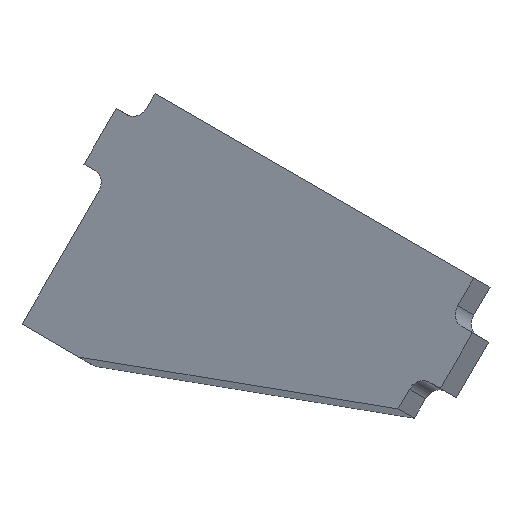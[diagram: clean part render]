
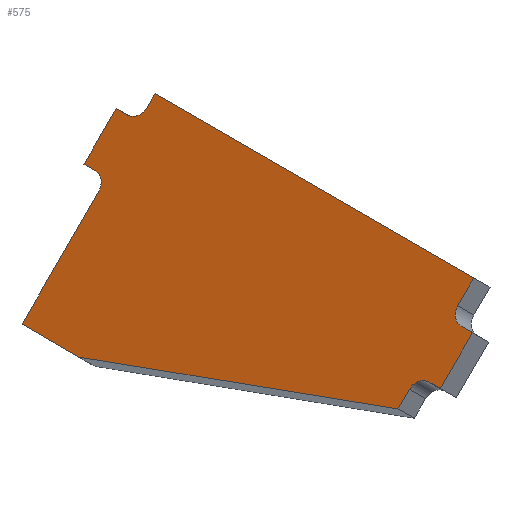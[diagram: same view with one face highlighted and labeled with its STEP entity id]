
A CAD part, isometric view. The second image highlights one B-rep face of the part: STEP entity #575.
In plain terms, the highlighted planar face has unit normal (-0.707, 0, 0.707).
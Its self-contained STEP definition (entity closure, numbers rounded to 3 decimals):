
#70=CARTESIAN_POINT('Vertex',(-40.828,-11.,-25.585)) ;
#73=CARTESIAN_POINT('Line Origine',(-39.414,-11.,-24.171)) ;
#77=CARTESIAN_POINT('Vertex',(-38.,-11.,-22.757)) ;
#110=CARTESIAN_POINT('Vertex',(-38.707,-43.,-23.464)) ;
#113=CARTESIAN_POINT('Line Origine',(-40.121,-43.,-24.878)) ;
#117=CARTESIAN_POINT('Vertex',(-41.535,-43.,-26.293)) ;
#143=CARTESIAN_POINT('Vertex',(-48.272,-18.,-33.029)) ;
#157=CARTESIAN_POINT('Vertex',(-43.24,-41.,-27.997)) ;
#160=CARTESIAN_POINT('Line Origine',(-45.756,-29.5,-30.513)) ;
#183=CARTESIAN_POINT('Vertex',(-48.272,-13.,-33.029)) ;
#191=CARTESIAN_POINT('Line Origine',(-48.272,-15.5,-33.029)) ;
#214=CARTESIAN_POINT('Vertex',(-36.585,-41.,-21.343)) ;
#228=CARTESIAN_POINT('Vertex',(-36.585,-13.,-21.343)) ;
#231=CARTESIAN_POINT('Line Origine',(-36.585,-27.,-21.343)) ;
#255=CARTESIAN_POINT('Line Origine',(-41.535,-42.5,-26.293)) ;
#259=CARTESIAN_POINT('Vertex',(-41.535,-42.,-26.293)) ;
#285=CARTESIAN_POINT('Vertex',(-42.242,-41.,-27.)) ;
#288=CARTESIAN_POINT('Line Origine',(-42.741,-41.,-27.498)) ;
#315=CARTESIAN_POINT('Axis2P3D Location',(-42.242,-42.,-27.)) ;
#332=CARTESIAN_POINT('Line Origine',(-40.828,-11.5,-25.585)) ;
#336=CARTESIAN_POINT('Vertex',(-40.828,-12.,-25.585)) ;
#369=CARTESIAN_POINT('Vertex',(-41.535,-13.,-26.293)) ;
#377=CARTESIAN_POINT('Line Origine',(-44.904,-13.,-29.661)) ;
#399=CARTESIAN_POINT('Axis2P3D Location',(-41.535,-12.,-26.293)) ;
#416=CARTESIAN_POINT('Line Origine',(-38.707,-42.5,-23.464)) ;
#420=CARTESIAN_POINT('Vertex',(-38.707,-42.,-23.464)) ;
#448=CARTESIAN_POINT('Vertex',(-38.,-41.,-22.757)) ;
#456=CARTESIAN_POINT('Line Origine',(-37.293,-41.,-22.05)) ;
#478=CARTESIAN_POINT('Axis2P3D Location',(-38.,-42.,-22.757)) ;
#533=CARTESIAN_POINT('Axis2P3D Location',(-7.621,0.,7.621)) ;
#538=CARTESIAN_POINT('Axis2P3D Location',(-37.293,-12.,-22.05)) ;
#542=CARTESIAN_POINT('Vertex',(-37.293,-13.,-22.05)) ;
#544=CARTESIAN_POINT('Vertex',(-38.,-12.,-22.757)) ;
#547=CARTESIAN_POINT('Line Origine',(-38.,-11.5,-22.757)) ;
#553=CARTESIAN_POINT('Control Point',(-37.293,-13.,-22.05)) ;
#554=CARTESIAN_POINT('Control Point',(-36.585,-13.,-21.343)) ;
#74=DIRECTION('Vector Direction',(-0.707,0.,-0.707)) ;
#114=DIRECTION('Vector Direction',(0.707,0.,0.707)) ;
#161=DIRECTION('Vector Direction',(-0.209,0.955,-0.209)) ;
#192=DIRECTION('Vector Direction',(0.,1.,0.)) ;
#232=DIRECTION('Vector Direction',(0.,-1.,0.)) ;
#256=DIRECTION('Vector Direction',(0.,1.,0.)) ;
#289=DIRECTION('Vector Direction',(-0.707,0.,-0.707)) ;
#316=DIRECTION('Axis2P3D Direction',(0.707,0.,-0.707)) ;
#333=DIRECTION('Vector Direction',(0.,1.,0.)) ;
#378=DIRECTION('Vector Direction',(0.707,0.,0.707)) ;
#400=DIRECTION('Axis2P3D Direction',(-0.707,0.,0.707)) ;
#417=DIRECTION('Vector Direction',(0.,-1.,0.)) ;
#457=DIRECTION('Vector Direction',(-0.707,0.,-0.707)) ;
#479=DIRECTION('Axis2P3D Direction',(-0.707,0.,0.707)) ;
#534=DIRECTION('Axis2P3D Direction',(-0.707,0.,0.707)) ;
#535=DIRECTION('Axis2P3D XDirection',(0.,-1.,0.)) ;
#539=DIRECTION('Axis2P3D Direction',(-0.707,0.,0.707)) ;
#548=DIRECTION('Vector Direction',(0.,-1.,0.)) ;
#317=AXIS2_PLACEMENT_3D('Circle Axis2P3D',#315,#316,$) ;
#401=AXIS2_PLACEMENT_3D('Circle Axis2P3D',#399,#400,$) ;
#480=AXIS2_PLACEMENT_3D('Circle Axis2P3D',#478,#479,$) ;
#536=AXIS2_PLACEMENT_3D('Plane Axis2P3D',#533,#534,#535) ;
#540=AXIS2_PLACEMENT_3D('Circle Axis2P3D',#538,#539,$) ;
#557=ORIENTED_EDGE('',*,*,#546,.T.) ;
#558=ORIENTED_EDGE('',*,*,#551,.T.) ;
#559=ORIENTED_EDGE('',*,*,#79,.T.) ;
#560=ORIENTED_EDGE('',*,*,#338,.T.) ;
#561=ORIENTED_EDGE('',*,*,#403,.T.) ;
#562=ORIENTED_EDGE('',*,*,#381,.T.) ;
#563=ORIENTED_EDGE('',*,*,#195,.T.) ;
#564=ORIENTED_EDGE('',*,*,#164,.T.) ;
#565=ORIENTED_EDGE('',*,*,#292,.T.) ;
#566=ORIENTED_EDGE('',*,*,#319,.T.) ;
#567=ORIENTED_EDGE('',*,*,#261,.T.) ;
#568=ORIENTED_EDGE('',*,*,#119,.T.) ;
#569=ORIENTED_EDGE('',*,*,#422,.T.) ;
#570=ORIENTED_EDGE('',*,*,#482,.T.) ;
#571=ORIENTED_EDGE('',*,*,#460,.T.) ;
#572=ORIENTED_EDGE('',*,*,#235,.T.) ;
#573=ORIENTED_EDGE('',*,*,#555,.T.) ;
#75=VECTOR('Line Direction',#74,1.) ;
#115=VECTOR('Line Direction',#114,1.) ;
#162=VECTOR('Line Direction',#161,1.) ;
#193=VECTOR('Line Direction',#192,1.) ;
#233=VECTOR('Line Direction',#232,1.) ;
#257=VECTOR('Line Direction',#256,1.) ;
#290=VECTOR('Line Direction',#289,1.) ;
#334=VECTOR('Line Direction',#333,1.) ;
#379=VECTOR('Line Direction',#378,1.) ;
#418=VECTOR('Line Direction',#417,1.) ;
#458=VECTOR('Line Direction',#457,1.) ;
#549=VECTOR('Line Direction',#548,1.) ;
#575=ADVANCED_FACE('Corps principal',(#574),#537,.T.) ;
#552=B_SPLINE_CURVE_WITH_KNOTS('',1,(#553,#554),.UNSPECIFIED.,.F.,.U.,(2,2),(15.527,16.527),.UNSPECIFIED.) ;
#318=CIRCLE('generated circle',#317,1.) ;
#402=CIRCLE('generated circle',#401,1.) ;
#481=CIRCLE('generated circle',#480,1.) ;
#541=CIRCLE('generated circle',#540,1.) ;
#79=EDGE_CURVE('',#78,#71,#76,.T.) ;
#119=EDGE_CURVE('',#118,#111,#116,.T.) ;
#164=EDGE_CURVE('',#144,#158,#163,.F.) ;
#195=EDGE_CURVE('',#184,#144,#194,.F.) ;
#235=EDGE_CURVE('',#215,#229,#234,.F.) ;
#261=EDGE_CURVE('',#260,#118,#258,.F.) ;
#292=EDGE_CURVE('',#158,#286,#291,.F.) ;
#319=EDGE_CURVE('',#286,#260,#318,.T.) ;
#338=EDGE_CURVE('',#71,#337,#335,.F.) ;
#381=EDGE_CURVE('',#370,#184,#380,.F.) ;
#403=EDGE_CURVE('',#337,#370,#402,.F.) ;
#422=EDGE_CURVE('',#111,#421,#419,.F.) ;
#460=EDGE_CURVE('',#449,#215,#459,.F.) ;
#482=EDGE_CURVE('',#421,#449,#481,.F.) ;
#546=EDGE_CURVE('',#543,#545,#541,.F.) ;
#551=EDGE_CURVE('',#545,#78,#550,.F.) ;
#555=EDGE_CURVE('',#229,#543,#552,.F.) ;
#556=EDGE_LOOP('',(#557,#558,#559,#560,#561,#562,#563,#564,#565,#566,#567,#568,#569,#570,#571,#572,#573)) ;
#574=FACE_OUTER_BOUND('',#556,.T.) ;
#76=LINE('Line',#73,#75) ;
#116=LINE('Line',#113,#115) ;
#163=LINE('Line',#160,#162) ;
#194=LINE('Line',#191,#193) ;
#234=LINE('Line',#231,#233) ;
#258=LINE('Line',#255,#257) ;
#291=LINE('Line',#288,#290) ;
#335=LINE('Line',#332,#334) ;
#380=LINE('Line',#377,#379) ;
#419=LINE('Line',#416,#418) ;
#459=LINE('Line',#456,#458) ;
#550=LINE('Line',#547,#549) ;
#537=PLANE('Plane',#536) ;
#71=VERTEX_POINT('',#70) ;
#78=VERTEX_POINT('',#77) ;
#111=VERTEX_POINT('',#110) ;
#118=VERTEX_POINT('',#117) ;
#144=VERTEX_POINT('',#143) ;
#158=VERTEX_POINT('',#157) ;
#184=VERTEX_POINT('',#183) ;
#215=VERTEX_POINT('',#214) ;
#229=VERTEX_POINT('',#228) ;
#260=VERTEX_POINT('',#259) ;
#286=VERTEX_POINT('',#285) ;
#337=VERTEX_POINT('',#336) ;
#370=VERTEX_POINT('',#369) ;
#421=VERTEX_POINT('',#420) ;
#449=VERTEX_POINT('',#448) ;
#543=VERTEX_POINT('',#542) ;
#545=VERTEX_POINT('',#544) ;
